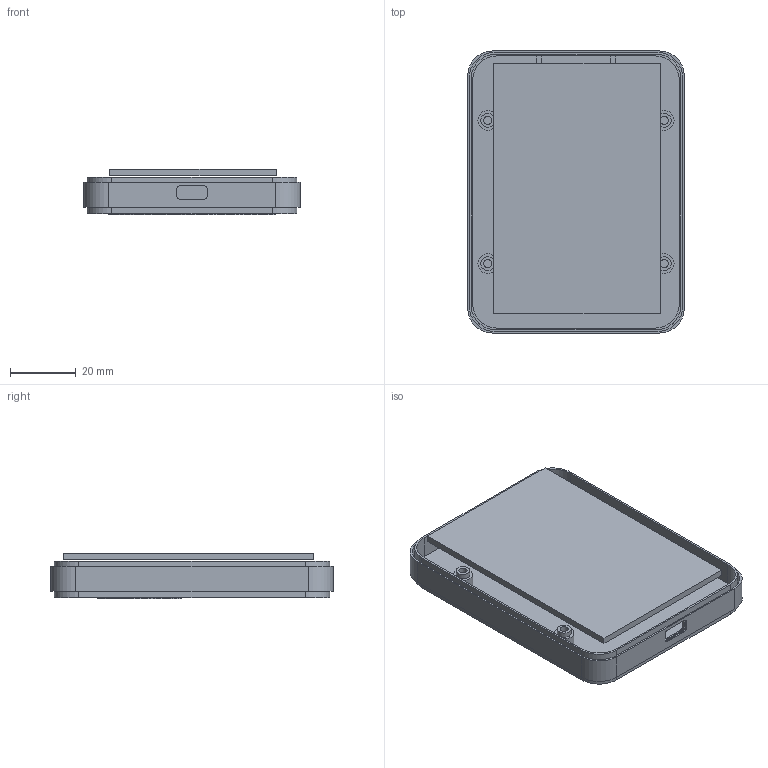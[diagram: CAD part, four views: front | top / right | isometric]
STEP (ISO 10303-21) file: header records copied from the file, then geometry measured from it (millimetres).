
FILE_DESCRIPTION(/* description */ ('STEP AP242','CAx-IF Rec.Pracs.---Representation and Presentation of Product Manufacturing Information (PMI)---4.0---2014-10-13','CAx-IF Rec.Pracs.---3D Tessellated Geometry---0.4---2014-09-14','2;1'),/* implementation_level */ '2;1');
FILE_NAME(/* name */ '6716ecbd067ce372019e662c',/* time_stamp */ '2024-10-22T00:07:27Z',/* author */ (''),/* organization */ (''),/* preprocessor_version */ 'ST-DEVELOPER v20',/* originating_system */ ' ',/* authorisation */ ' ');
FILE_SCHEMA (('AP242_MANAGED_MODEL_BASED_3D_ENGINEERING_MIM_LF { 1 0 10303 442 1 1 4 }'));
Products named in the file (3): Assembly 1; Part 1
Assembly tree (2 placements, depth 2):
  Assembly 1
    Part 1
    Part 1
Bounding box: 65.96 x 85.95 x 13.77 mm (x, y, z)
Volume: 32373.9 mm3; surface area: 28598.5 mm2
Topology: 2 solids, 2 shells, 2506 faces, 7394 edges, 4930 vertices
Faces by surface type: plane 2442, cylinder 42, bspline 22
Full cylindrical faces by diameter (mm): 2.489 x4, 2.997 x2, 4.242 x4, 5.994 x4
Entity records: 81921 total; most frequent: CARTESIAN_POINT 15057, ORIENTED_EDGE 14756, DIRECTION 12392, EDGE_CURVE 7378, LINE 7250, VECTOR 7250, VERTEX_POINT 4928, AXIS2_PLACEMENT_3D 2571
